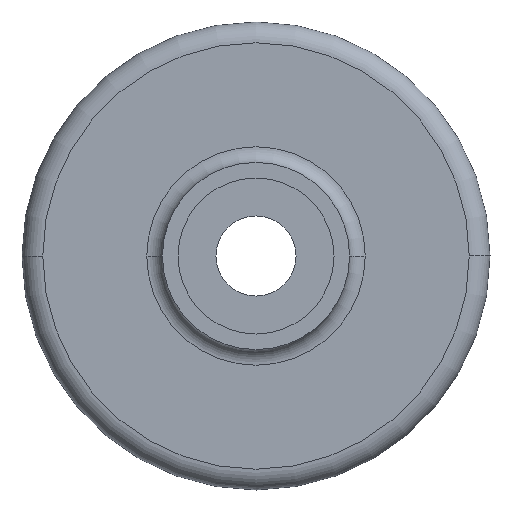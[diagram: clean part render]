
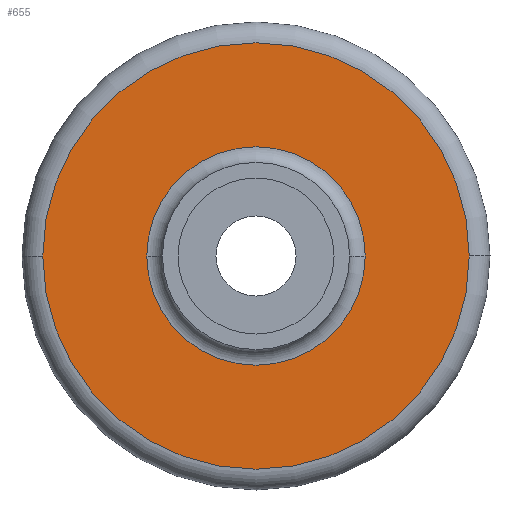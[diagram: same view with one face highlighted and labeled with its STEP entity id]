
A CAD part, front view. The second image highlights one B-rep face of the part: STEP entity #655.
In plain terms, the highlighted planar face has unit normal (0, -1, 0).
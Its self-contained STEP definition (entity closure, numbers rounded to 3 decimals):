
#367 = EDGE_CURVE('',#368,#370,#372,.T.);
#368 = VERTEX_POINT('',#369);
#369 = CARTESIAN_POINT('',(-4.1,-0.4,0.));
#370 = VERTEX_POINT('',#371);
#371 = CARTESIAN_POINT('',(4.1,-0.4,0.));
#372 = SURFACE_CURVE('',#373,(#378,#390),.PCURVE_S1.);
#373 = CIRCLE('',#374,4.1);
#374 = AXIS2_PLACEMENT_3D('',#375,#376,#377);
#375 = CARTESIAN_POINT('',(0.,-0.4,0.));
#376 = DIRECTION('',(0.,1.,0.));
#377 = DIRECTION('',(-1.,0.,0.));
#378 = PCURVE('',#379,#384);
#379 = TOROIDAL_SURFACE('',#380,4.1,0.4);
#380 = AXIS2_PLACEMENT_3D('',#381,#382,#383);
#381 = CARTESIAN_POINT('',(0.,0.,0.));
#382 = DIRECTION('',(0.,1.,-0.));
#383 = DIRECTION('',(-1.,0.,0.));
#384 = DEFINITIONAL_REPRESENTATION('',(#385),#389);
#385 = LINE('',#386,#387);
#386 = CARTESIAN_POINT('',(0.,4.712));
#387 = VECTOR('',#388,1.);
#388 = DIRECTION('',(1.,0.));
#389 = ( GEOMETRIC_REPRESENTATION_CONTEXT(2) 
PARAMETRIC_REPRESENTATION_CONTEXT() REPRESENTATION_CONTEXT('2D SPACE',''
  ) );
#390 = PCURVE('',#391,#396);
#391 = PLANE('',#392);
#392 = AXIS2_PLACEMENT_3D('',#393,#394,#395);
#393 = CARTESIAN_POINT('',(-4.1,-0.4,0.));
#394 = DIRECTION('',(0.,-1.,0.));
#395 = DIRECTION('',(1.,0.,0.));
#396 = DEFINITIONAL_REPRESENTATION('',(#397),#405);
#397 = ( BOUNDED_CURVE() B_SPLINE_CURVE(2,(#398,#399,#400,#401,#402,#403
,#404),.UNSPECIFIED.,.T.,.F.) B_SPLINE_CURVE_WITH_KNOTS((1,2,2,2,2,1),(
    -2.094,0.,2.094,4.189,6.283,
8.378),.UNSPECIFIED.) CURVE() GEOMETRIC_REPRESENTATION_ITEM() 
RATIONAL_B_SPLINE_CURVE((1.,0.5,1.,0.5,1.,0.5,1.)) REPRESENTATION_ITEM(
  '') );
#398 = CARTESIAN_POINT('',(0.,0.));
#399 = CARTESIAN_POINT('',(0.,7.101));
#400 = CARTESIAN_POINT('',(6.15,3.551));
#401 = CARTESIAN_POINT('',(12.3,0.));
#402 = CARTESIAN_POINT('',(6.15,-3.551));
#403 = CARTESIAN_POINT('',(0.,-7.101));
#404 = CARTESIAN_POINT('',(0.,0.));
#405 = ( GEOMETRIC_REPRESENTATION_CONTEXT(2) 
PARAMETRIC_REPRESENTATION_CONTEXT() REPRESENTATION_CONTEXT('2D SPACE',''
  ) );
#424 = TOROIDAL_SURFACE('',#425,4.1,0.4);
#425 = AXIS2_PLACEMENT_3D('',#426,#427,#428);
#426 = CARTESIAN_POINT('',(0.,0.,0.));
#427 = DIRECTION('',(0.,1.,-0.));
#428 = DIRECTION('',(-1.,0.,0.));
#486 = VERTEX_POINT('',#487);
#487 = CARTESIAN_POINT('',(-2.1,-0.4,0.));
#497 = TOROIDAL_SURFACE('',#498,2.1,0.3);
#498 = AXIS2_PLACEMENT_3D('',#499,#500,#501);
#499 = CARTESIAN_POINT('',(0.,-0.7,0.));
#500 = DIRECTION('',(0.,1.,-0.));
#501 = DIRECTION('',(-1.,0.,0.));
#509 = TOROIDAL_SURFACE('',#510,2.1,0.3);
#510 = AXIS2_PLACEMENT_3D('',#511,#512,#513);
#511 = CARTESIAN_POINT('',(0.,-0.7,0.));
#512 = DIRECTION('',(0.,1.,-0.));
#513 = DIRECTION('',(-1.,0.,0.));
#550 = VERTEX_POINT('',#551);
#551 = CARTESIAN_POINT('',(2.1,-0.4,0.));
#573 = EDGE_CURVE('',#550,#486,#574,.T.);
#574 = SURFACE_CURVE('',#575,(#580,#587),.PCURVE_S1.);
#575 = CIRCLE('',#576,2.1);
#576 = AXIS2_PLACEMENT_3D('',#577,#578,#579);
#577 = CARTESIAN_POINT('',(0.,-0.4,0.));
#578 = DIRECTION('',(0.,1.,0.));
#579 = DIRECTION('',(-1.,0.,0.));
#580 = PCURVE('',#497,#581);
#581 = DEFINITIONAL_REPRESENTATION('',(#582),#586);
#582 = LINE('',#583,#584);
#583 = CARTESIAN_POINT('',(0.,1.571));
#584 = VECTOR('',#585,1.);
#585 = DIRECTION('',(1.,0.));
#586 = ( GEOMETRIC_REPRESENTATION_CONTEXT(2) 
PARAMETRIC_REPRESENTATION_CONTEXT() REPRESENTATION_CONTEXT('2D SPACE',''
  ) );
#587 = PCURVE('',#391,#588);
#588 = DEFINITIONAL_REPRESENTATION('',(#589),#597);
#589 = ( BOUNDED_CURVE() B_SPLINE_CURVE(2,(#590,#591,#592,#593,#594,#595
,#596),.UNSPECIFIED.,.T.,.F.) B_SPLINE_CURVE_WITH_KNOTS((1,2,2,2,2,1),(
    -2.094,0.,2.094,4.189,6.283,
8.378),.UNSPECIFIED.) CURVE() GEOMETRIC_REPRESENTATION_ITEM() 
RATIONAL_B_SPLINE_CURVE((1.,0.5,1.,0.5,1.,0.5,1.)) REPRESENTATION_ITEM(
  '') );
#590 = CARTESIAN_POINT('',(2.,0.));
#591 = CARTESIAN_POINT('',(2.,3.637));
#592 = CARTESIAN_POINT('',(5.15,1.819));
#593 = CARTESIAN_POINT('',(8.3,0.));
#594 = CARTESIAN_POINT('',(5.15,-1.819));
#595 = CARTESIAN_POINT('',(2.,-3.637));
#596 = CARTESIAN_POINT('',(2.,0.));
#597 = ( GEOMETRIC_REPRESENTATION_CONTEXT(2) 
PARAMETRIC_REPRESENTATION_CONTEXT() REPRESENTATION_CONTEXT('2D SPACE',''
  ) );
#629 = EDGE_CURVE('',#486,#550,#630,.T.);
#630 = SURFACE_CURVE('',#631,(#636,#643),.PCURVE_S1.);
#631 = CIRCLE('',#632,2.1);
#632 = AXIS2_PLACEMENT_3D('',#633,#634,#635);
#633 = CARTESIAN_POINT('',(0.,-0.4,0.));
#634 = DIRECTION('',(0.,1.,0.));
#635 = DIRECTION('',(-1.,0.,0.));
#636 = PCURVE('',#509,#637);
#637 = DEFINITIONAL_REPRESENTATION('',(#638),#642);
#638 = LINE('',#639,#640);
#639 = CARTESIAN_POINT('',(0.,1.571));
#640 = VECTOR('',#641,1.);
#641 = DIRECTION('',(1.,0.));
#642 = ( GEOMETRIC_REPRESENTATION_CONTEXT(2) 
PARAMETRIC_REPRESENTATION_CONTEXT() REPRESENTATION_CONTEXT('2D SPACE',''
  ) );
#643 = PCURVE('',#391,#644);
#644 = DEFINITIONAL_REPRESENTATION('',(#645),#653);
#645 = ( BOUNDED_CURVE() B_SPLINE_CURVE(2,(#646,#647,#648,#649,#650,#651
,#652),.UNSPECIFIED.,.T.,.F.) B_SPLINE_CURVE_WITH_KNOTS((1,2,2,2,2,1),(
    -2.094,0.,2.094,4.189,6.283,
8.378),.UNSPECIFIED.) CURVE() GEOMETRIC_REPRESENTATION_ITEM() 
RATIONAL_B_SPLINE_CURVE((1.,0.5,1.,0.5,1.,0.5,1.)) REPRESENTATION_ITEM(
  '') );
#646 = CARTESIAN_POINT('',(2.,0.));
#647 = CARTESIAN_POINT('',(2.,3.637));
#648 = CARTESIAN_POINT('',(5.15,1.819));
#649 = CARTESIAN_POINT('',(8.3,0.));
#650 = CARTESIAN_POINT('',(5.15,-1.819));
#651 = CARTESIAN_POINT('',(2.,-3.637));
#652 = CARTESIAN_POINT('',(2.,0.));
#653 = ( GEOMETRIC_REPRESENTATION_CONTEXT(2) 
PARAMETRIC_REPRESENTATION_CONTEXT() REPRESENTATION_CONTEXT('2D SPACE',''
  ) );
#655 = ADVANCED_FACE('',(#656,#660),#391,.T.);
#656 = FACE_BOUND('',#657,.T.);
#657 = EDGE_LOOP('',(#658,#659));
#658 = ORIENTED_EDGE('',*,*,#629,.T.);
#659 = ORIENTED_EDGE('',*,*,#573,.T.);
#660 = FACE_BOUND('',#661,.T.);
#661 = EDGE_LOOP('',(#662,#663));
#662 = ORIENTED_EDGE('',*,*,#367,.F.);
#663 = ORIENTED_EDGE('',*,*,#664,.F.);
#664 = EDGE_CURVE('',#370,#368,#665,.T.);
#665 = SURFACE_CURVE('',#666,(#671,#682),.PCURVE_S1.);
#666 = CIRCLE('',#667,4.1);
#667 = AXIS2_PLACEMENT_3D('',#668,#669,#670);
#668 = CARTESIAN_POINT('',(0.,-0.4,0.));
#669 = DIRECTION('',(0.,1.,0.));
#670 = DIRECTION('',(-1.,0.,0.));
#671 = PCURVE('',#391,#672);
#672 = DEFINITIONAL_REPRESENTATION('',(#673),#681);
#673 = ( BOUNDED_CURVE() B_SPLINE_CURVE(2,(#674,#675,#676,#677,#678,#679
,#680),.UNSPECIFIED.,.T.,.F.) B_SPLINE_CURVE_WITH_KNOTS((1,2,2,2,2,1),(
    -2.094,0.,2.094,4.189,6.283,
8.378),.UNSPECIFIED.) CURVE() GEOMETRIC_REPRESENTATION_ITEM() 
RATIONAL_B_SPLINE_CURVE((1.,0.5,1.,0.5,1.,0.5,1.)) REPRESENTATION_ITEM(
  '') );
#674 = CARTESIAN_POINT('',(0.,0.));
#675 = CARTESIAN_POINT('',(0.,7.101));
#676 = CARTESIAN_POINT('',(6.15,3.551));
#677 = CARTESIAN_POINT('',(12.3,0.));
#678 = CARTESIAN_POINT('',(6.15,-3.551));
#679 = CARTESIAN_POINT('',(0.,-7.101));
#680 = CARTESIAN_POINT('',(0.,0.));
#681 = ( GEOMETRIC_REPRESENTATION_CONTEXT(2) 
PARAMETRIC_REPRESENTATION_CONTEXT() REPRESENTATION_CONTEXT('2D SPACE',''
  ) );
#682 = PCURVE('',#424,#683);
#683 = DEFINITIONAL_REPRESENTATION('',(#684),#688);
#684 = LINE('',#685,#686);
#685 = CARTESIAN_POINT('',(0.,4.712));
#686 = VECTOR('',#687,1.);
#687 = DIRECTION('',(1.,0.));
#688 = ( GEOMETRIC_REPRESENTATION_CONTEXT(2) 
PARAMETRIC_REPRESENTATION_CONTEXT() REPRESENTATION_CONTEXT('2D SPACE',''
  ) );
